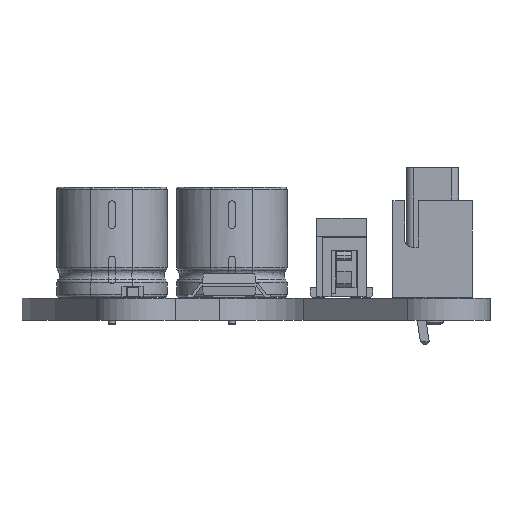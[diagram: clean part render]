
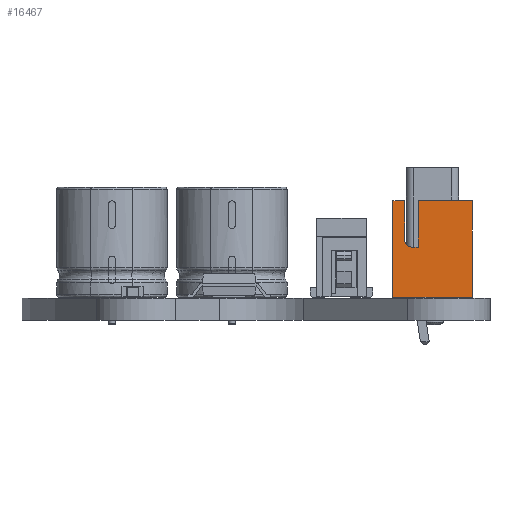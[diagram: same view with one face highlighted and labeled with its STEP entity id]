
A CAD part, left-side view. The second image highlights one B-rep face of the part: STEP entity #16467.
In plain terms, the highlighted planar face has unit normal (-1, 0, 0).
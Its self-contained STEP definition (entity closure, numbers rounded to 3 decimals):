
#16339 = VERTEX_POINT('',#16340);
#16340 = CARTESIAN_POINT('',(-2.45,0.5,7.));
#16346 = EDGE_CURVE('',#16339,#16347,#16349,.T.);
#16347 = VERTEX_POINT('',#16348);
#16348 = CARTESIAN_POINT('',(-2.45,-3.4,7.));
#16349 = LINE('',#16350,#16351);
#16350 = CARTESIAN_POINT('',(-2.45,2.35,7.));
#16351 = VECTOR('',#16352,1.);
#16352 = DIRECTION('',(0.,-1.,0.));
#16419 = VERTEX_POINT('',#16420);
#16420 = CARTESIAN_POINT('',(-2.45,0.5,3.65));
#16426 = EDGE_CURVE('',#16419,#16339,#16427,.T.);
#16427 = LINE('',#16428,#16429);
#16428 = CARTESIAN_POINT('',(-2.45,0.5,1.825));
#16429 = VECTOR('',#16430,1.);
#16430 = DIRECTION('',(0.,0.,1.));
#16467 = ADVANCED_FACE('',(#16468),#16527,.F.);
#16468 = FACE_BOUND('',#16469,.F.);
#16469 = EDGE_LOOP('',(#16470,#16480,#16488,#16496,#16504,#16513,#16519,
    #16520,#16521));
#16470 = ORIENTED_EDGE('',*,*,#16471,.F.);
#16471 = EDGE_CURVE('',#16472,#16474,#16476,.T.);
#16472 = VERTEX_POINT('',#16473);
#16473 = CARTESIAN_POINT('',(-2.45,2.35,0.));
#16474 = VERTEX_POINT('',#16475);
#16475 = CARTESIAN_POINT('',(-2.45,-3.4,0.));
#16476 = LINE('',#16477,#16478);
#16477 = CARTESIAN_POINT('',(-2.45,2.35,0.));
#16478 = VECTOR('',#16479,1.);
#16479 = DIRECTION('',(0.,-1.,0.));
#16480 = ORIENTED_EDGE('',*,*,#16481,.T.);
#16481 = EDGE_CURVE('',#16472,#16482,#16484,.T.);
#16482 = VERTEX_POINT('',#16483);
#16483 = CARTESIAN_POINT('',(-2.45,2.35,7.));
#16484 = LINE('',#16485,#16486);
#16485 = CARTESIAN_POINT('',(-2.45,2.35,0.));
#16486 = VECTOR('',#16487,1.);
#16487 = DIRECTION('',(0.,0.,1.));
#16488 = ORIENTED_EDGE('',*,*,#16489,.T.);
#16489 = EDGE_CURVE('',#16482,#16490,#16492,.T.);
#16490 = VERTEX_POINT('',#16491);
#16491 = CARTESIAN_POINT('',(-2.45,1.5,7.));
#16492 = LINE('',#16493,#16494);
#16493 = CARTESIAN_POINT('',(-2.45,2.35,7.));
#16494 = VECTOR('',#16495,1.);
#16495 = DIRECTION('',(0.,-1.,0.));
#16496 = ORIENTED_EDGE('',*,*,#16497,.T.);
#16497 = EDGE_CURVE('',#16490,#16498,#16500,.T.);
#16498 = VERTEX_POINT('',#16499);
#16499 = CARTESIAN_POINT('',(-2.45,1.5,4.15));
#16500 = LINE('',#16501,#16502);
#16501 = CARTESIAN_POINT('',(-2.45,1.5,3.5));
#16502 = VECTOR('',#16503,1.);
#16503 = DIRECTION('',(-0.,0.,-1.));
#16504 = ORIENTED_EDGE('',*,*,#16505,.F.);
#16505 = EDGE_CURVE('',#16506,#16498,#16508,.T.);
#16506 = VERTEX_POINT('',#16507);
#16507 = CARTESIAN_POINT('',(-2.45,1.,3.65));
#16508 = CIRCLE('',#16509,0.5);
#16509 = AXIS2_PLACEMENT_3D('',#16510,#16511,#16512);
#16510 = CARTESIAN_POINT('',(-2.45,1.,4.15));
#16511 = DIRECTION('',(1.,0.,0.));
#16512 = DIRECTION('',(0.,1.,0.));
#16513 = ORIENTED_EDGE('',*,*,#16514,.T.);
#16514 = EDGE_CURVE('',#16506,#16419,#16515,.T.);
#16515 = LINE('',#16516,#16517);
#16516 = CARTESIAN_POINT('',(-2.45,1.675,3.65));
#16517 = VECTOR('',#16518,1.);
#16518 = DIRECTION('',(0.,-1.,0.));
#16519 = ORIENTED_EDGE('',*,*,#16426,.T.);
#16520 = ORIENTED_EDGE('',*,*,#16346,.T.);
#16521 = ORIENTED_EDGE('',*,*,#16522,.F.);
#16522 = EDGE_CURVE('',#16474,#16347,#16523,.T.);
#16523 = LINE('',#16524,#16525);
#16524 = CARTESIAN_POINT('',(-2.45,-3.4,0.));
#16525 = VECTOR('',#16526,1.);
#16526 = DIRECTION('',(0.,0.,1.));
#16527 = PLANE('',#16528);
#16528 = AXIS2_PLACEMENT_3D('',#16529,#16530,#16531);
#16529 = CARTESIAN_POINT('',(-2.45,2.35,0.));
#16530 = DIRECTION('',(1.,0.,0.));
#16531 = DIRECTION('',(0.,-1.,0.));
